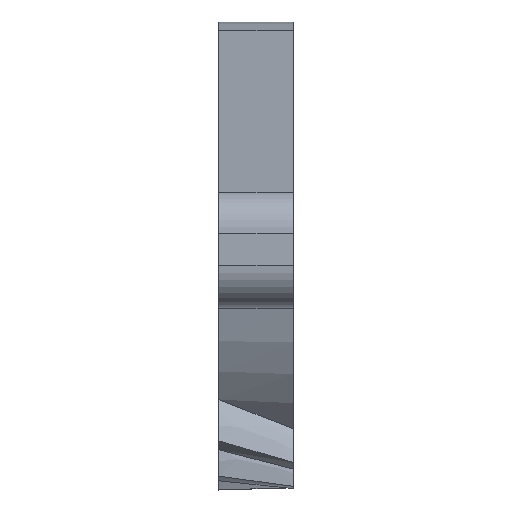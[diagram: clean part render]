
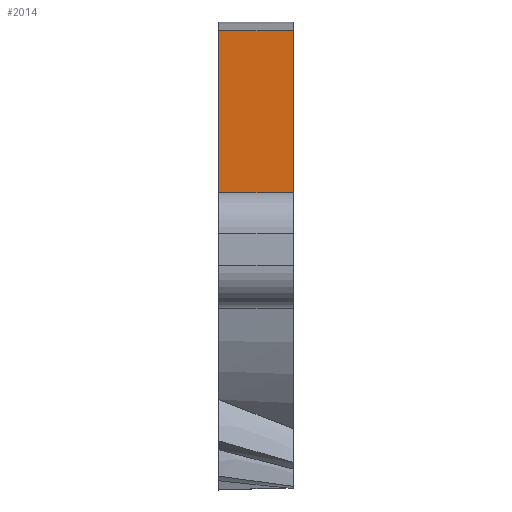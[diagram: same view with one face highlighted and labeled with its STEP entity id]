
A CAD part, top view. The second image highlights one B-rep face of the part: STEP entity #2014.
In plain terms, the highlighted planar face has unit normal (0, 0.961, 0.277).
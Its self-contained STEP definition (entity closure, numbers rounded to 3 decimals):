
#116 = DIRECTION ( 'NONE',  ( -1., 0., 0. ) ) ;
#189 = CARTESIAN_POINT ( 'NONE',  ( 0., 5., 62. ) ) ;
#245 = LINE ( 'NONE', #1095, #3233 ) ;
#284 = VERTEX_POINT ( 'NONE', #2295 ) ;
#287 = DIRECTION ( 'NONE',  ( 0., 0.961, 0.277 ) ) ;
#309 = ORIENTED_EDGE ( 'NONE', *, *, #4778, .T. ) ;
#345 = VECTOR ( 'NONE', #5422, 1000. ) ;
#1012 = EDGE_CURVE ( 'NONE', #284, #1560, #4475, .T. ) ;
#1095 = CARTESIAN_POINT ( 'NONE',  ( 7., 5.834, 59.109 ) ) ;
#1159 = VERTEX_POINT ( 'NONE', #3021 ) ;
#1451 = CARTESIAN_POINT ( 'NONE',  ( 7., 21.137, 6.102 ) ) ;
#1560 = VERTEX_POINT ( 'NONE', #1451 ) ;
#1640 = FACE_OUTER_BOUND ( 'NONE', #2854, .T. ) ;
#1781 = VECTOR ( 'NONE', #2324, 1000. ) ;
#1843 = CARTESIAN_POINT ( 'NONE',  ( 0., 21.137, 6.102 ) ) ;
#2014 = ADVANCED_FACE ( 'NONE', ( #1640 ), #3361, .T. ) ;
#2295 = CARTESIAN_POINT ( 'NONE',  ( 7., 5.834, 59.109 ) ) ;
#2324 = DIRECTION ( 'NONE',  ( 0., 0.277, -0.961 ) ) ;
#2332 = LINE ( 'NONE', #189, #345 ) ;
#2399 = ORIENTED_EDGE ( 'NONE', *, *, #1012, .T. ) ;
#2446 = DIRECTION ( 'NONE',  ( 1., 0., 0. ) ) ;
#2643 = EDGE_CURVE ( 'NONE', #1159, #3142, #2332, .T. ) ;
#2675 = AXIS2_PLACEMENT_3D ( 'NONE', #5528, #287, #3758 ) ;
#2854 = EDGE_LOOP ( 'NONE', ( #3229, #4244, #2399, #309 ) ) ;
#2873 = VECTOR ( 'NONE', #116, 1000. ) ;
#3021 = CARTESIAN_POINT ( 'NONE',  ( 0., 5.834, 59.109 ) ) ;
#3142 = VERTEX_POINT ( 'NONE', #1843 ) ;
#3229 = ORIENTED_EDGE ( 'NONE', *, *, #2643, .F. ) ;
#3233 = VECTOR ( 'NONE', #2446, 1000. ) ;
#3361 = PLANE ( 'NONE',  #2675 ) ;
#3683 = CARTESIAN_POINT ( 'NONE',  ( 7., 5., 62. ) ) ;
#3738 = EDGE_CURVE ( 'NONE', #1159, #284, #245, .T. ) ;
#3758 = DIRECTION ( 'NONE',  ( 0., -0.277, 0.961 ) ) ;
#4244 = ORIENTED_EDGE ( 'NONE', *, *, #3738, .T. ) ;
#4475 = LINE ( 'NONE', #3683, #1781 ) ;
#4778 = EDGE_CURVE ( 'NONE', #1560, #3142, #4828, .T. ) ;
#4828 = LINE ( 'NONE', #5236, #2873 ) ;
#5236 = CARTESIAN_POINT ( 'NONE',  ( 7., 21.137, 6.102 ) ) ;
#5422 = DIRECTION ( 'NONE',  ( 0., 0.277, -0.961 ) ) ;
#5528 = CARTESIAN_POINT ( 'NONE',  ( 7., 5., 62. ) ) ;
